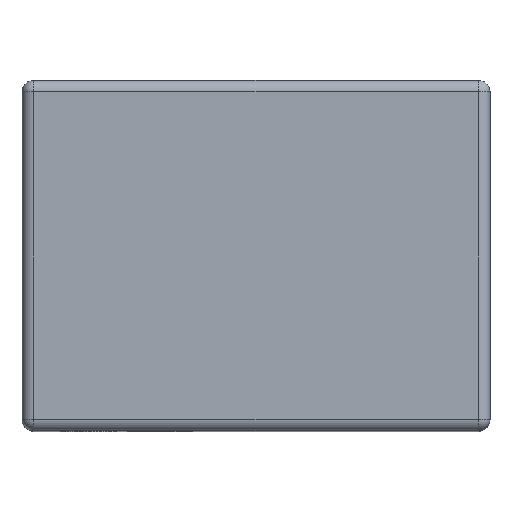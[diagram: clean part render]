
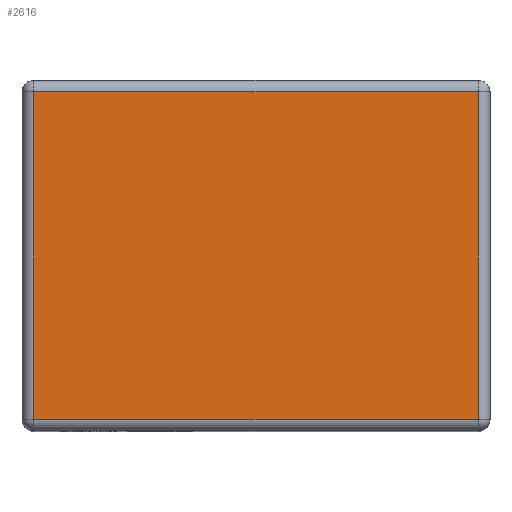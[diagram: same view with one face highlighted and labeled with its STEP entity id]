
A CAD part, top view. The second image highlights one B-rep face of the part: STEP entity #2616.
In plain terms, the highlighted planar face has unit normal (0, 0, 1).
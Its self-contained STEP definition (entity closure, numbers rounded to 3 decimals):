
#66 = LINE ( 'NONE', #1228, #12135 ) ;
#300 = CARTESIAN_POINT ( 'NONE',  ( -9.65, 7.1, 20. ) ) ;
#722 = CARTESIAN_POINT ( 'NONE',  ( 9.65, 7.6, 20. ) ) ;
#1228 = CARTESIAN_POINT ( 'NONE',  ( -10.15, 7.1, 20. ) ) ;
#1256 = VERTEX_POINT ( 'NONE', #1583 ) ;
#1344 = ORIENTED_EDGE ( 'NONE', *, *, #1702, .T. ) ;
#1583 = CARTESIAN_POINT ( 'NONE',  ( 9.65, 7.1, 20. ) ) ;
#1622 = DIRECTION ( 'NONE',  ( 1., 0., 0. ) ) ;
#1702 = EDGE_CURVE ( 'NONE', #1256, #10907, #66, .T. ) ;
#2008 = LINE ( 'NONE', #12507, #4098 ) ;
#2430 = EDGE_CURVE ( 'NONE', #6643, #1256, #6203, .T. ) ;
#2616 = ADVANCED_FACE ( 'NONE', ( #12899 ), #12961, .T. ) ;
#2688 = LINE ( 'NONE', #11892, #8101 ) ;
#2739 = CARTESIAN_POINT ( 'NONE',  ( 0., 0., 20. ) ) ;
#2815 = CARTESIAN_POINT ( 'NONE',  ( -9.65, -7.1, 20. ) ) ;
#3110 = EDGE_CURVE ( 'NONE', #10907, #7538, #2688, .T. ) ;
#3226 = ORIENTED_EDGE ( 'NONE', *, *, #3110, .T. ) ;
#3495 = ORIENTED_EDGE ( 'NONE', *, *, #8228, .T. ) ;
#4006 = EDGE_LOOP ( 'NONE', ( #3226, #3495, #4584, #1344 ) ) ;
#4098 = VECTOR ( 'NONE', #8262, 1000. ) ;
#4584 = ORIENTED_EDGE ( 'NONE', *, *, #2430, .T. ) ;
#4947 = DIRECTION ( 'NONE',  ( 0., 1., 0. ) ) ;
#5464 = CARTESIAN_POINT ( 'NONE',  ( 9.65, -7.1, 20. ) ) ;
#6203 = LINE ( 'NONE', #722, #6415 ) ;
#6415 = VECTOR ( 'NONE', #4947, 1000. ) ;
#6643 = VERTEX_POINT ( 'NONE', #5464 ) ;
#6697 = DIRECTION ( 'NONE',  ( 0., 0., 1. ) ) ;
#7538 = VERTEX_POINT ( 'NONE', #2815 ) ;
#8101 = VECTOR ( 'NONE', #9086, 1000. ) ;
#8228 = EDGE_CURVE ( 'NONE', #7538, #6643, #2008, .T. ) ;
#8262 = DIRECTION ( 'NONE',  ( 1., 0., 0. ) ) ;
#9086 = DIRECTION ( 'NONE',  ( 0., -1., 0. ) ) ;
#9970 = AXIS2_PLACEMENT_3D ( 'NONE', #2739, #6697, #1622 ) ;
#10769 = DIRECTION ( 'NONE',  ( -1., 0., 0. ) ) ;
#10907 = VERTEX_POINT ( 'NONE', #300 ) ;
#11892 = CARTESIAN_POINT ( 'NONE',  ( -9.65, -7.6, 20. ) ) ;
#12135 = VECTOR ( 'NONE', #10769, 1000. ) ;
#12507 = CARTESIAN_POINT ( 'NONE',  ( 10.15, -7.1, 20. ) ) ;
#12899 = FACE_OUTER_BOUND ( 'NONE', #4006, .T. ) ;
#12961 = PLANE ( 'NONE',  #9970 ) ;
